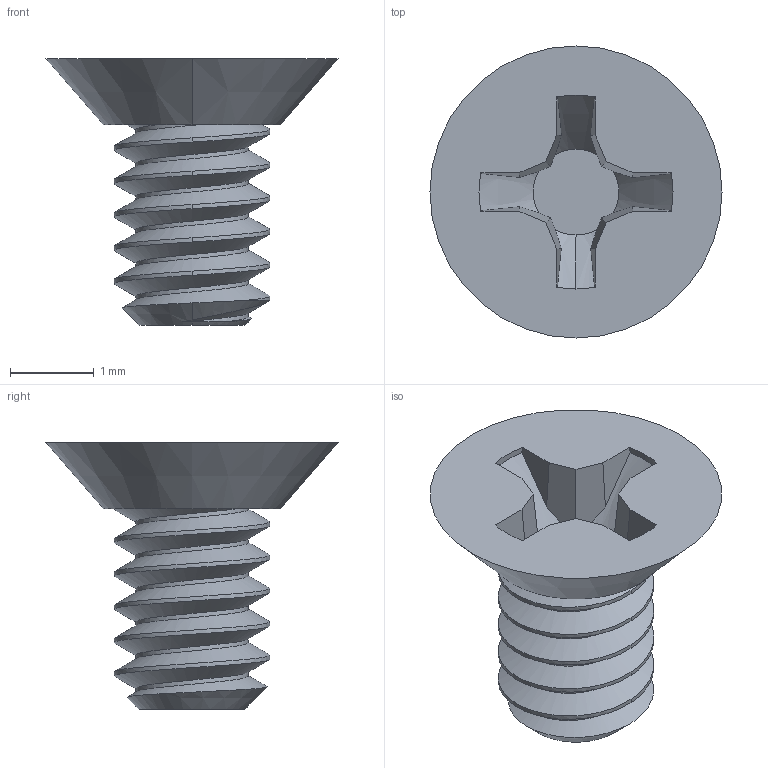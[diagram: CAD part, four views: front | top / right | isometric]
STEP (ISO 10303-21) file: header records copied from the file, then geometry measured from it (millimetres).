
FILE_DESCRIPTION (( 'STEP AP203' ), '1' );
FILE_NAME ('91771A063_Passivated 18-8 Stainless Steel Phillips Flat Head Screw.STEP', '2022-09-01T19:36:43', ( 'Administrator' ), ( 'Managed by Terraform' ), 'SwSTEP 2.0', 'SolidWorks 2017', '' );
FILE_SCHEMA (( 'CONFIG_CONTROL_DESIGN' ));
Length unit declared in the file: inch
Products named in the file (1): 91771A063_Passivated 18-8 Stainless Steel Phillips Flat Head Screw
Bounding box: 3.48 x 3.48 x 3.17 mm (x, y, z)
Volume: 8.5 mm3; surface area: 45.8 mm2
Topology: 1 solids, 1 shells, 52 faces, 143 edges, 95 vertices
Faces by surface type: plane 20, cylinder 19, cone 10, bspline 3
Entity records: 2564 total; most frequent: CARTESIAN_POINT 1292, ORIENTED_EDGE 286, DIRECTION 212, EDGE_CURVE 143, VERTEX_POINT 95, AXIS2_PLACEMENT_3D 78, VECTOR 56, LINE 56
